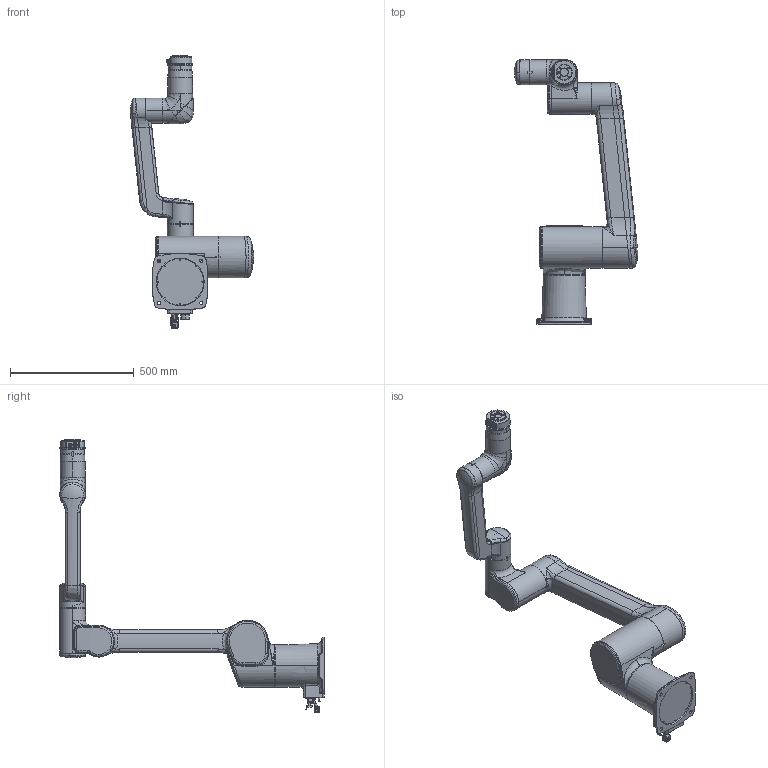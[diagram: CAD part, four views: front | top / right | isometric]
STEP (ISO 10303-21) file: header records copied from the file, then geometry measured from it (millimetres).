
FILE_DESCRIPTION((''),'2;1');
FILE_NAME('HCR12-DO000-TOTAL_ASSY_180423_ASM','2019-02-21T',('song102'),(''),'PRO/ENGINEER BY PARAMETRIC TECHNOLOGY CORPORATION, 2015440','PRO/ENGINEER BY PARAMETRIC TECHNOLOGY CORPORATION, 2015440','');
FILE_SCHEMA(('CONFIG_CONTROL_DESIGN'));
Length unit declared in the file: millimetre
Products named in the file (30): HCR12_J1_M_1; HCR12-DO100-UTILITY_PANEL_011_1; CONNECTOR-JL05_2A20_29_1; CONNECTOR-HAN_3A_AGG_QB_K_1; HCR12-DO100-BOTTOM_COVER_072_1; HCR12_J1_M_ASM_1_ASM; HCR12_J2_1_SW_1; HCR12_J2_2_SW_1; HCR12_J2_3_SW_1; HCR12_J2_SW_ASM_1_ASM; HCR12_1ST_ARM_1_SW_1; HCR12_1ST_ARM_2_SW_1; HCR12_1ST_ARM_SW_ASM_1_ASM; HCR12_J3_J4_1_SW_1; HCR12_J3_J4_2_SW_1; HCR12_J3_J4_3_SW_1; HCR12_J3_J4_SW_ASM_1_ASM; HCR12_2ND_ARM_1_SW_1; HCR12_2ND_ARM_2_SW_1; HCR12_2ND_ARM_3_SW_1; HCR12_2ND_ARM_SW_ASM_1_ASM; HCR12_J5_J6_1_SW_1; HCR12_J5_J6_2_SW_1; HCR12_J5_J6_SW_ASM_1_ASM; HCR12_TOOL_IO_M_1; SACC_DSI_M12FS_12CON_M16_1; SACC_DSI_MSD_4CON_M12_1; HCR12_TOOL_IO_M_ASM_1_ASM; HCR12-DO000-TOTAL_ASSY_M_ASM_1_ASM; HCR12-DO000-TOTAL_ASSY_180423_ASM
Assembly tree (29 placements, depth 4):
  HCR12-DO000-TOTAL_ASSY_180423_ASM
    HCR12-DO000-TOTAL_ASSY_M_ASM_1_ASM
      HCR12_J1_M_ASM_1_ASM
        HCR12_J1_M_1
        HCR12-DO100-UTILITY_PANEL_011_1
        CONNECTOR-JL05_2A20_29_1
        CONNECTOR-HAN_3A_AGG_QB_K_1
        HCR12-DO100-BOTTOM_COVER_072_1
      HCR12_J2_SW_ASM_1_ASM
        HCR12_J2_1_SW_1
        HCR12_J2_2_SW_1
        HCR12_J2_3_SW_1
      HCR12_1ST_ARM_SW_ASM_1_ASM
        HCR12_1ST_ARM_1_SW_1
        HCR12_1ST_ARM_2_SW_1
      HCR12_J3_J4_SW_ASM_1_ASM
        HCR12_J3_J4_1_SW_1
        HCR12_J3_J4_2_SW_1
        HCR12_J3_J4_3_SW_1
      HCR12_2ND_ARM_SW_ASM_1_ASM
        HCR12_2ND_ARM_1_SW_1
        HCR12_2ND_ARM_2_SW_1
        HCR12_2ND_ARM_3_SW_1
      HCR12_J5_J6_SW_ASM_1_ASM
        HCR12_J5_J6_1_SW_1
        HCR12_J5_J6_2_SW_1
      HCR12_TOOL_IO_M_ASM_1_ASM
        HCR12_TOOL_IO_M_1
        SACC_DSI_M12FS_12CON_M16_1
        SACC_DSI_MSD_4CON_M12_1
Bounding box: 497.42 x 1067 x 1103.52 mm (x, y, z)
Volume: 32574336.3 mm3; surface area: 1830717.7 mm2
Topology: 21 solids, 21 shells, 2085 faces, 5411 edges, 3482 vertices
Faces by surface type: plane 774, cylinder 749, bspline 328, cone 130, torus 75, extrusion 22, sphere 7
Entity records: 91786 total; most frequent: CARTESIAN_POINT 42509, ORIENTED_EDGE 10778, DIRECTION 9237, EDGE_CURVE 5389, VERTEX_POINT 3482, AXIS2_PLACEMENT_3D 3364, VECTOR 2509, LINE 2487
